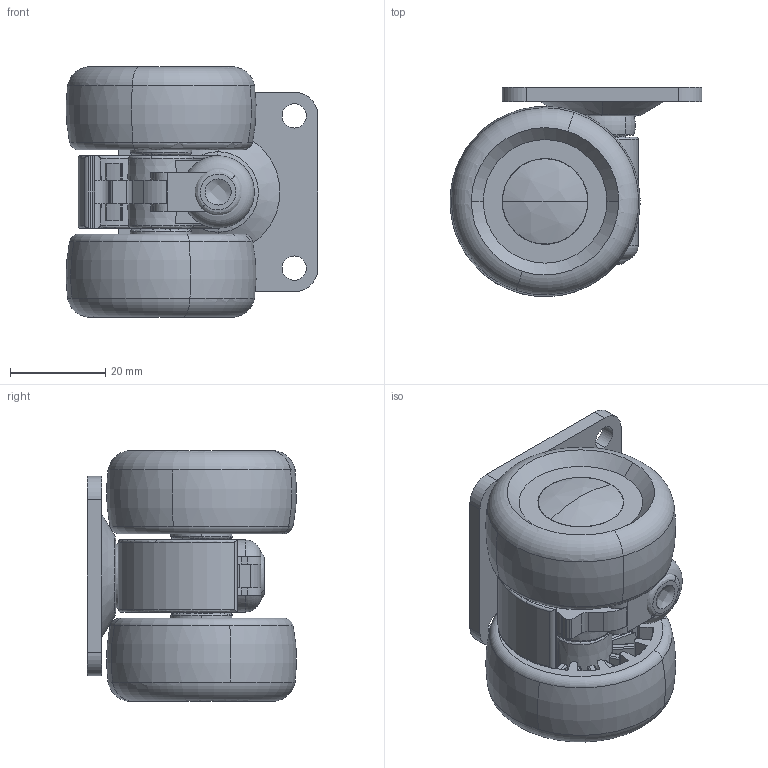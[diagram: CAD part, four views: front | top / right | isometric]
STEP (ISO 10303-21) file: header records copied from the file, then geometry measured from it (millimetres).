
FILE_DESCRIPTION (( 'STEP AP214' ), '1' );
FILE_NAME ('F003579_3D.step', '2022-11-21T18:19:39', ( '' ), ( '' ), 'SwSTEP 2.0', 'SolidWorks 2020', '' );
FILE_SCHEMA (( 'AUTOMOTIVE_DESIGN' ));
Length unit declared in the file: millimetre
Products named in the file (1): F003579_3D
Bounding box: 52.98 x 43.98 x 52.7 mm (x, y, z)
Surface area: 26888.1 mm2 (no closed solid volume)
Topology: 0 solids, 7 shells, 796 faces, 2279 edges, 1509 vertices
Faces by surface type: plane 283, cylinder 188, torus 181, cone 62, sphere 62, bspline 20
Entity records: 37798 total; most frequent: CARTESIAN_POINT 8854, ORIENTED_EDGE 4546, DIRECTION 3959, EDGE_CURVE 2277, AXIS2_PLACEMENT_3D 1626, VERTEX_POINT 1509, CIRCLE 849, EDGE_LOOP 824
